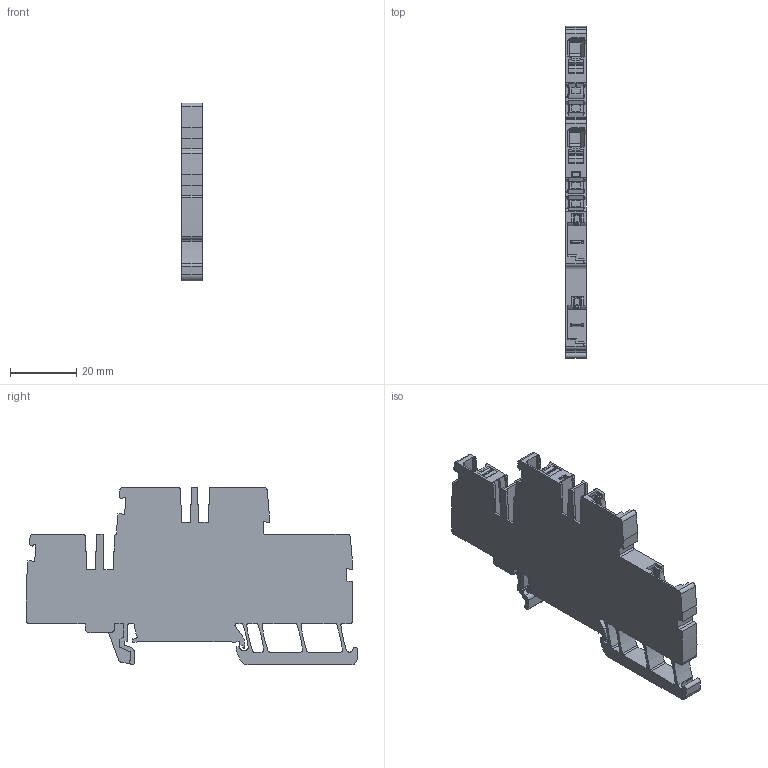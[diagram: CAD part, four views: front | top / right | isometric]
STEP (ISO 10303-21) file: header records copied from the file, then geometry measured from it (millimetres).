
FILE_DESCRIPTION(('CATIA V5R24 STEP','CAx-IF Rec.Pracs.--- Model Styling and Organization---1.2---2011-12-15'),'2;1');
FILE_NAME ('144899-1_1', '2018-08-17T07:19:52+00:00', ('Weidmueller Interface'), ('Weidmueller'), 'CATIA Version 5-6 Release 2014 SP4 HF52', 'CATIA V5 STEP AP214', 'none');
FILE_SCHEMA(('AUTOMOTIVE_DESIGN { 1 0 10303 214 1 1 1 1 }'));
Length unit declared in the file: millimetre
Products named in the file (1): 2540250000
Bounding box: 6.1 x 99.98 x 53.6 mm (x, y, z)
Volume: 18459.3 mm3; surface area: 14324.3 mm2
Topology: 5 solids, 7 shells, 894 faces, 2571 edges, 1678 vertices
Faces by surface type: plane 458, cylinder 397, torus 23, bspline 10, sphere 6
Entity records: 33176 total; most frequent: CARTESIAN_POINT 10669, ORIENTED_EDGE 5114, DIRECTION 3899, EDGE_CURVE 2557, VERTEX_POINT 1678, VECTOR 1651, LINE 1651, AXIS2_PLACEMENT_3D 1484
